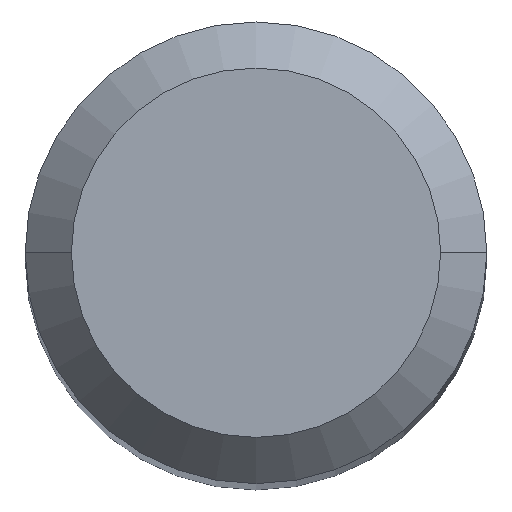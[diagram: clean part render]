
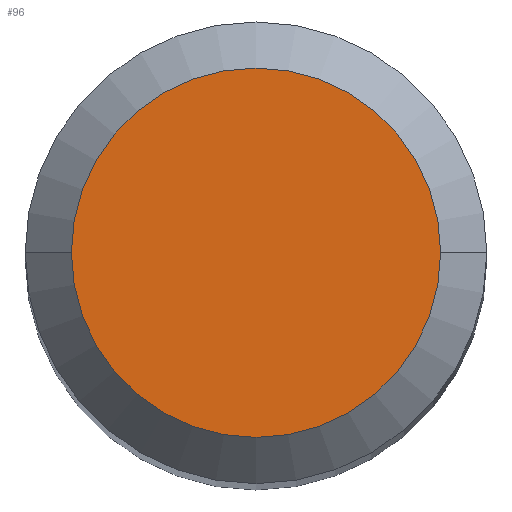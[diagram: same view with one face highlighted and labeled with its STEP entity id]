
A CAD part, top view. The second image highlights one B-rep face of the part: STEP entity #96.
In plain terms, the highlighted planar face has unit normal (0, 0, 1).
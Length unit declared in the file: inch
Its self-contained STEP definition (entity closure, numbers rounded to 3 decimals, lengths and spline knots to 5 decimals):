
#6 = AXIS2_PLACEMENT_3D ( 'NONE', #239, #388, #199 ) ;
#84 = AXIS2_PLACEMENT_3D ( 'NONE', #425, #201, #89 ) ;
#88 = EDGE_CURVE ( 'NONE', #382, #367, #346, .T. ) ;
#89 = DIRECTION ( 'NONE',  ( -1., 0., 0. ) ) ;
#92 = CIRCLE ( 'NONE', #277, 0.04724 ) ;
#96 = ADVANCED_FACE ( 'NONE', ( #351 ), #127, .F. ) ;
#118 = DIRECTION ( 'NONE',  ( 0., 0., 1. ) ) ;
#127 = PLANE ( 'NONE',  #84 ) ;
#160 = EDGE_LOOP ( 'NONE', ( #338, #164 ) ) ;
#164 = ORIENTED_EDGE ( 'NONE', *, *, #316, .T. ) ;
#199 = DIRECTION ( 'NONE',  ( 1., 0., 0. ) ) ;
#201 = DIRECTION ( 'NONE',  ( 0., 0., -1. ) ) ;
#220 = CARTESIAN_POINT ( 'NONE',  ( -0.04724, 0., 0. ) ) ;
#226 = CARTESIAN_POINT ( 'NONE',  ( 0., 0., 0. ) ) ;
#239 = CARTESIAN_POINT ( 'NONE',  ( 0., 0., 0. ) ) ;
#263 = CARTESIAN_POINT ( 'NONE',  ( 0.04724, 0., 0. ) ) ;
#277 = AXIS2_PLACEMENT_3D ( 'NONE', #226, #118, #478 ) ;
#316 = EDGE_CURVE ( 'NONE', #367, #382, #92, .T. ) ;
#338 = ORIENTED_EDGE ( 'NONE', *, *, #88, .T. ) ;
#346 = CIRCLE ( 'NONE', #6, 0.04724 ) ;
#351 = FACE_OUTER_BOUND ( 'NONE', #160, .T. ) ;
#367 = VERTEX_POINT ( 'NONE', #263 ) ;
#382 = VERTEX_POINT ( 'NONE', #220 ) ;
#388 = DIRECTION ( 'NONE',  ( 0., 0., 1. ) ) ;
#425 = CARTESIAN_POINT ( 'NONE',  ( 0., 0., 0. ) ) ;
#478 = DIRECTION ( 'NONE',  ( 1., 0., 0. ) ) ;
